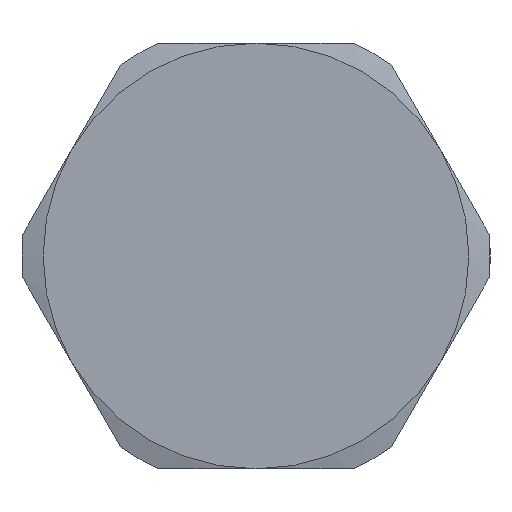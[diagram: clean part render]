
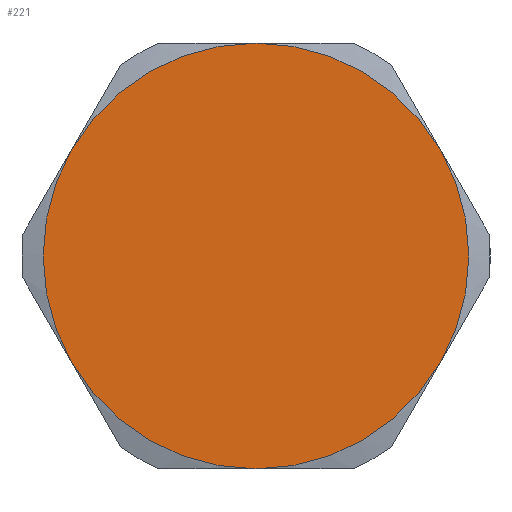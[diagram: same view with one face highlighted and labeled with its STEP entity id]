
A CAD part, left-side view. The second image highlights one B-rep face of the part: STEP entity #221.
In plain terms, the highlighted planar face has unit normal (-1, 0, 0).
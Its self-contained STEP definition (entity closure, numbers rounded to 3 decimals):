
#10 = VERTEX_POINT ( 'NONE', #168 ) ;
#56 = CARTESIAN_POINT ( 'NONE',  ( 0., 0., -12. ) ) ;
#104 = EDGE_LOOP ( 'NONE', ( #765, #288, #132, #801, #303, #182 ) ) ;
#131 = DIRECTION ( 'NONE',  ( 0., 0., 1. ) ) ;
#132 = ORIENTED_EDGE ( 'NONE', *, *, #243, .F. ) ;
#140 = DIRECTION ( 'NONE',  ( 1., 0., 0. ) ) ;
#143 = VERTEX_POINT ( 'NONE', #963 ) ;
#168 = CARTESIAN_POINT ( 'NONE',  ( 0., -10.392, 6. ) ) ;
#182 = ORIENTED_EDGE ( 'NONE', *, *, #335, .F. ) ;
#205 = VERTEX_POINT ( 'NONE', #231 ) ;
#212 = DIRECTION ( 'NONE',  ( 0., 0., -1. ) ) ;
#216 = CARTESIAN_POINT ( 'NONE',  ( 0., 0., 0. ) ) ;
#221 = ADVANCED_FACE ( 'NONE', ( #515 ), #667, .F. ) ;
#231 = CARTESIAN_POINT ( 'NONE',  ( 0., 10.392, 6. ) ) ;
#243 = EDGE_CURVE ( 'NONE', #10, #143, #457, .T. ) ;
#279 = VERTEX_POINT ( 'NONE', #56 ) ;
#280 = EDGE_CURVE ( 'NONE', #143, #279, #534, .T. ) ;
#288 = ORIENTED_EDGE ( 'NONE', *, *, #280, .F. ) ;
#294 = EDGE_CURVE ( 'NONE', #869, #10, #495, .T. ) ;
#302 = CARTESIAN_POINT ( 'NONE',  ( 0., 0., 0. ) ) ;
#303 = ORIENTED_EDGE ( 'NONE', *, *, #308, .T. ) ;
#308 = EDGE_CURVE ( 'NONE', #869, #205, #550, .T. ) ;
#324 = EDGE_CURVE ( 'NONE', #279, #654, #543, .T. ) ;
#335 = EDGE_CURVE ( 'NONE', #654, #205, #503, .T. ) ;
#373 = DIRECTION ( 'NONE',  ( 0., 0., -1. ) ) ;
#419 = DIRECTION ( 'NONE',  ( 1., 0., 0. ) ) ;
#425 = DIRECTION ( 'NONE',  ( 1., 0., 0. ) ) ;
#457 = CIRCLE ( 'NONE', #864, 12. ) ;
#479 = DIRECTION ( 'NONE',  ( 0., 0., -1. ) ) ;
#486 = CARTESIAN_POINT ( 'NONE',  ( 0., 0., 0. ) ) ;
#495 = CIRCLE ( 'NONE', #835, 12. ) ;
#503 = CIRCLE ( 'NONE', #780, 12. ) ;
#515 = FACE_OUTER_BOUND ( 'NONE', #104, .T. ) ;
#534 = CIRCLE ( 'NONE', #838, 12. ) ;
#538 = DIRECTION ( 'NONE',  ( 0., 0., -1. ) ) ;
#543 = CIRCLE ( 'NONE', #786, 12. ) ;
#545 = DIRECTION ( 'NONE',  ( 0., 0., -1. ) ) ;
#550 = CIRCLE ( 'NONE', #807, 12. ) ;
#582 = CARTESIAN_POINT ( 'NONE',  ( 0., 10.392, -6. ) ) ;
#590 = CARTESIAN_POINT ( 'NONE',  ( 0., 0., 0. ) ) ;
#638 = AXIS2_PLACEMENT_3D ( 'NONE', #772, #919, #479 ) ;
#654 = VERTEX_POINT ( 'NONE', #582 ) ;
#667 = PLANE ( 'NONE',  #638 ) ;
#688 = DIRECTION ( 'NONE',  ( 1., 0., 0. ) ) ;
#696 = CARTESIAN_POINT ( 'NONE',  ( 0., 0., 12. ) ) ;
#737 = DIRECTION ( 'NONE',  ( -1., 0., 0. ) ) ;
#752 = DIRECTION ( 'NONE',  ( 1., 0., 0. ) ) ;
#765 = ORIENTED_EDGE ( 'NONE', *, *, #324, .F. ) ;
#772 = CARTESIAN_POINT ( 'NONE',  ( 0., 0., 0. ) ) ;
#780 = AXIS2_PLACEMENT_3D ( 'NONE', #590, #688, #538 ) ;
#786 = AXIS2_PLACEMENT_3D ( 'NONE', #819, #419, #212 ) ;
#801 = ORIENTED_EDGE ( 'NONE', *, *, #294, .F. ) ;
#807 = AXIS2_PLACEMENT_3D ( 'NONE', #216, #737, #131 ) ;
#819 = CARTESIAN_POINT ( 'NONE',  ( 0., 0., 0. ) ) ;
#825 = CARTESIAN_POINT ( 'NONE',  ( 0., 0., 0. ) ) ;
#835 = AXIS2_PLACEMENT_3D ( 'NONE', #486, #140, #545 ) ;
#838 = AXIS2_PLACEMENT_3D ( 'NONE', #302, #752, #373 ) ;
#864 = AXIS2_PLACEMENT_3D ( 'NONE', #825, #425, #922 ) ;
#869 = VERTEX_POINT ( 'NONE', #696 ) ;
#919 = DIRECTION ( 'NONE',  ( 1., 0., 0. ) ) ;
#922 = DIRECTION ( 'NONE',  ( 0., 0., -1. ) ) ;
#963 = CARTESIAN_POINT ( 'NONE',  ( 0., -10.392, -6. ) ) ;
